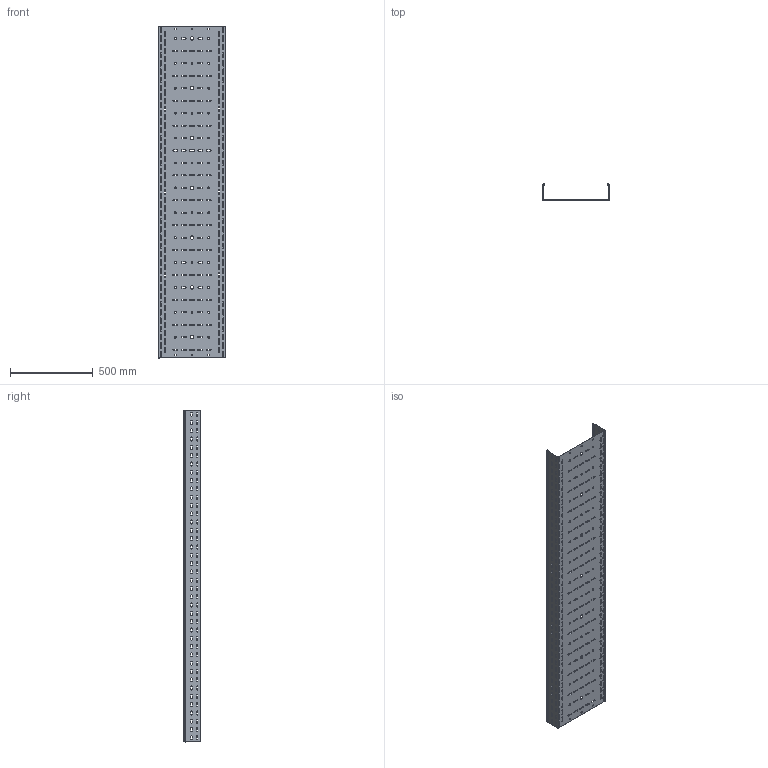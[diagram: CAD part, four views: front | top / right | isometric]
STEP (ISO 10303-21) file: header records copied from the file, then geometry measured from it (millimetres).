
FILE_DESCRIPTION (( 'STEP AP203' ), '1' );
FILE_NAME ('CLP10-100-400-200-2 Ëîòîê ïåðôîðèðîâàííûé ESCA 100õ400õ2000-2,0 IEK.STEP', '2021-10-04T08:16:26', ( '' ), ( '' ), 'SwSTEP 2.0', 'SolidWorks 2017', '' );
FILE_SCHEMA (( 'CONFIG_CONTROL_DESIGN' ));
Products named in the file (1): CLP10-100-400-200-2 Ëîòîê ïåðôîðèðîâàííûé ESCA 100õ400õ2000-2,0 IEK
Bounding box: 400 x 99.97 x 2000 mm (x, y, z)
Volume: 2406140.1 mm3; surface area: 2331734.5 mm2
Topology: 1 solids, 1 shells, 2116 faces, 6342 edges, 4228 vertices
Faces by surface type: cylinder 1238, plane 878
Entity records: 74155 total; most frequent: DIRECTION 13052, CARTESIAN_POINT 12687, ORIENTED_EDGE 12684, EDGE_CURVE 6342, AXIS2_PLACEMENT_3D 4593, VERTEX_POINT 4228, LINE 3866, VECTOR 3866
